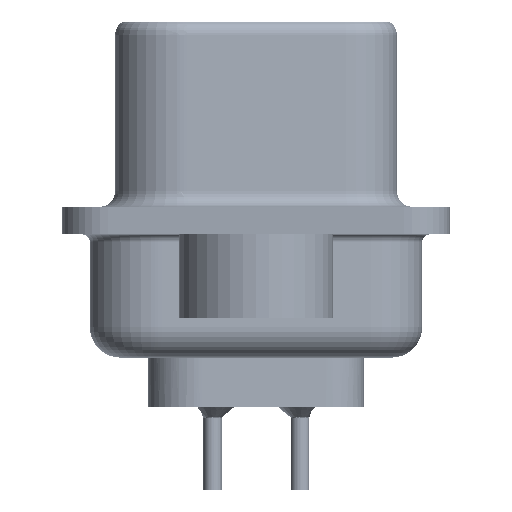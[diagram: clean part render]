
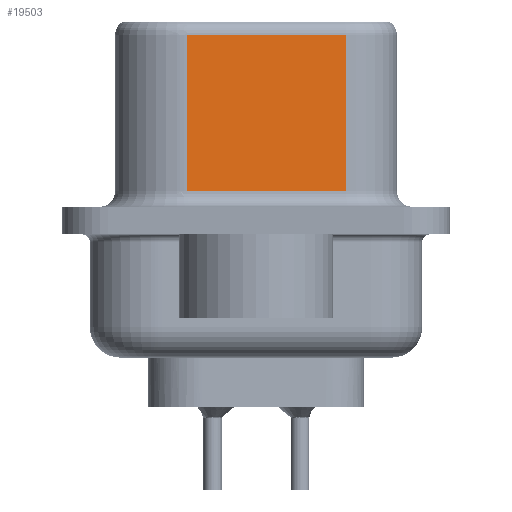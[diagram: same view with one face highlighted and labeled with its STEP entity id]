
A CAD part, left-side view. The second image highlights one B-rep face of the part: STEP entity #19503.
In plain terms, the highlighted planar face has unit normal (-0.985, -0.174, 0).
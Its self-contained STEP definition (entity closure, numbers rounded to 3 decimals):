
#2412 = CARTESIAN_POINT ( 'NONE',  ( 4.58, -2.927, 6.52 ) ) ;
#2856 = VECTOR ( 'NONE', #27058, 1000. ) ;
#3189 = EDGE_CURVE ( 'NONE', #14663, #22313, #4997, .T. ) ;
#3350 = ORIENTED_EDGE ( 'NONE', *, *, #22812, .T. ) ;
#3415 = VECTOR ( 'NONE', #8352, 1000. ) ;
#4906 = LINE ( 'NONE', #13766, #10909 ) ;
#4997 = LINE ( 'NONE', #24574, #28475 ) ;
#5149 = VERTEX_POINT ( 'NONE', #7102 ) ;
#5158 = EDGE_LOOP ( 'NONE', ( #6735, #3350, #9492, #12381 ) ) ;
#6202 = VERTEX_POINT ( 'NONE', #7556 ) ;
#6735 = ORIENTED_EDGE ( 'NONE', *, *, #28702, .F. ) ;
#7102 = CARTESIAN_POINT ( 'NONE',  ( 4.58, -2.927, 6.02 ) ) ;
#7556 = CARTESIAN_POINT ( 'NONE',  ( 4.58, -2.927, 0.95 ) ) ;
#8352 = DIRECTION ( 'NONE',  ( 0., 0., -1. ) ) ;
#9087 = FACE_OUTER_BOUND ( 'NONE', #5158, .T. ) ;
#9263 = DIRECTION ( 'NONE',  ( 0.985, 0.174, 0. ) ) ;
#9456 = LINE ( 'NONE', #17383, #3415 ) ;
#9492 = ORIENTED_EDGE ( 'NONE', *, *, #3189, .T. ) ;
#10909 = VECTOR ( 'NONE', #20461, 1000. ) ;
#12381 = ORIENTED_EDGE ( 'NONE', *, *, #18023, .T. ) ;
#13766 = CARTESIAN_POINT ( 'NONE',  ( 4.58, -2.927, 0.95 ) ) ;
#13773 = AXIS2_PLACEMENT_3D ( 'NONE', #2412, #9263, #25200 ) ;
#14663 = VERTEX_POINT ( 'NONE', #26004 ) ;
#14922 = LINE ( 'NONE', #24797, #2856 ) ;
#17383 = CARTESIAN_POINT ( 'NONE',  ( 4.58, -2.927, 6.52 ) ) ;
#18023 = EDGE_CURVE ( 'NONE', #22313, #6202, #4906, .T. ) ;
#19503 = ADVANCED_FACE ( 'NONE', ( #9087 ), #25107, .F. ) ;
#20461 = DIRECTION ( 'NONE',  ( 0.174, -0.985, 0. ) ) ;
#20636 = CARTESIAN_POINT ( 'NONE',  ( 3.67, 2.233, 0.95 ) ) ;
#22313 = VERTEX_POINT ( 'NONE', #20636 ) ;
#22812 = EDGE_CURVE ( 'NONE', #5149, #14663, #14922, .T. ) ;
#24574 = CARTESIAN_POINT ( 'NONE',  ( 3.67, 2.233, 6.52 ) ) ;
#24797 = CARTESIAN_POINT ( 'NONE',  ( 4.58, -2.927, 6.02 ) ) ;
#25107 = PLANE ( 'NONE',  #13773 ) ;
#25200 = DIRECTION ( 'NONE',  ( -0.174, 0.985, 0. ) ) ;
#25557 = DIRECTION ( 'NONE',  ( 0., 0., -1. ) ) ;
#26004 = CARTESIAN_POINT ( 'NONE',  ( 3.67, 2.233, 6.02 ) ) ;
#27058 = DIRECTION ( 'NONE',  ( -0.174, 0.985, 0. ) ) ;
#28475 = VECTOR ( 'NONE', #25557, 1000. ) ;
#28702 = EDGE_CURVE ( 'NONE', #5149, #6202, #9456, .T. ) ;
